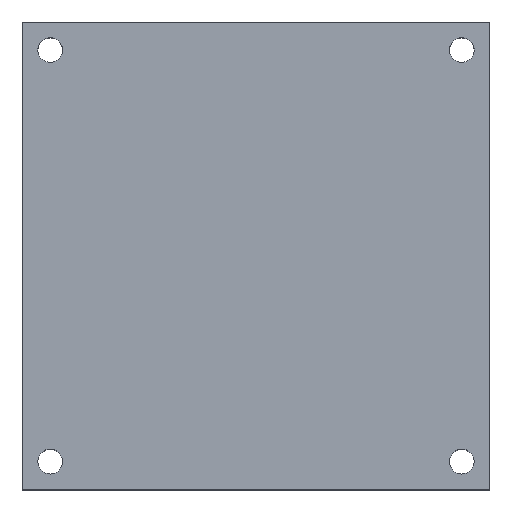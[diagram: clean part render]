
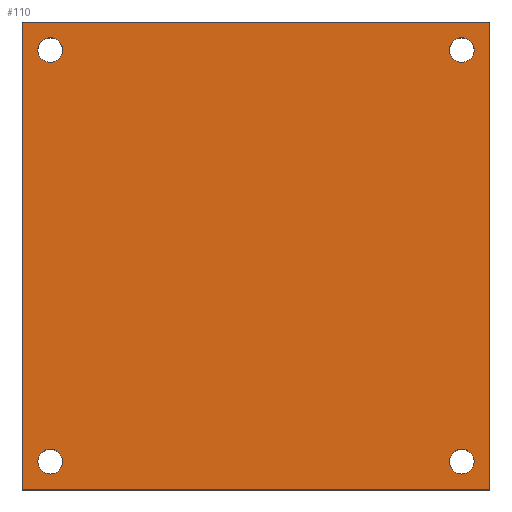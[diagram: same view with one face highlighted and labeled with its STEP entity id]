
A CAD part, top view. The second image highlights one B-rep face of the part: STEP entity #110.
In plain terms, the highlighted planar face has unit normal (0, 0, 1).
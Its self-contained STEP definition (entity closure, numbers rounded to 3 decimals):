
#110 = ADVANCED_FACE( '', ( #251, #252, #253, #254, #255 ), #256, .F. );
#251 = FACE_BOUND( '', #396, .T. );
#252 = FACE_BOUND( '', #397, .T. );
#253 = FACE_OUTER_BOUND( '', #398, .T. );
#254 = FACE_BOUND( '', #399, .T. );
#255 = FACE_BOUND( '', #400, .T. );
#256 = PLANE( '', #401 );
#396 = EDGE_LOOP( '', ( #598 ) );
#397 = EDGE_LOOP( '', ( #599 ) );
#398 = EDGE_LOOP( '', ( #600, #601, #602, #603 ) );
#399 = EDGE_LOOP( '', ( #604 ) );
#400 = EDGE_LOOP( '', ( #605 ) );
#401 = AXIS2_PLACEMENT_3D( '', #606, #607, #608 );
#598 = ORIENTED_EDGE( '', *, *, #706, .F. );
#599 = ORIENTED_EDGE( '', *, *, #684, .T. );
#600 = ORIENTED_EDGE( '', *, *, #710, .F. );
#601 = ORIENTED_EDGE( '', *, *, #692, .F. );
#602 = ORIENTED_EDGE( '', *, *, #659, .F. );
#603 = ORIENTED_EDGE( '', *, *, #711, .F. );
#604 = ORIENTED_EDGE( '', *, *, #678, .F. );
#605 = ORIENTED_EDGE( '', *, *, #648, .T. );
#606 = CARTESIAN_POINT( '', ( -50., 50., 18. ) );
#607 = DIRECTION( '', ( 0., 0., -1. ) );
#608 = DIRECTION( '', ( -1., 0., 0. ) );
#648 = EDGE_CURVE( '', #731, #731, #732, .T. );
#659 = EDGE_CURVE( '', #748, #750, #751, .T. );
#678 = EDGE_CURVE( '', #780, #780, #781, .T. );
#684 = EDGE_CURVE( '', #789, #789, #790, .T. );
#692 = EDGE_CURVE( '', #750, #802, #803, .T. );
#706 = EDGE_CURVE( '', #822, #822, #823, .T. );
#710 = EDGE_CURVE( '', #802, #828, #829, .T. );
#711 = EDGE_CURVE( '', #828, #748, #830, .T. );
#731 = VERTEX_POINT( '', #916 );
#732 = CIRCLE( '', #917, 2.65 );
#748 = VERTEX_POINT( '', #934 );
#750 = VERTEX_POINT( '', #937 );
#751 = LINE( '', #938, #939 );
#780 = VERTEX_POINT( '', #1034 );
#781 = CIRCLE( '', #1035, 2.65 );
#789 = VERTEX_POINT( '', #1043 );
#790 = CIRCLE( '', #1044, 2.65 );
#802 = VERTEX_POINT( '', #1057 );
#803 = LINE( '', #1058, #1059 );
#822 = VERTEX_POINT( '', #1081 );
#823 = CIRCLE( '', #1082, 2.65 );
#828 = VERTEX_POINT( '', #1087 );
#829 = LINE( '', #1088, #1089 );
#830 = LINE( '', #1090, #1091 );
#916 = CARTESIAN_POINT( '', ( -44., 46.65, 18. ) );
#917 = AXIS2_PLACEMENT_3D( '', #1112, #1113, #1114 );
#934 = CARTESIAN_POINT( '', ( 50., 50., 18. ) );
#937 = CARTESIAN_POINT( '', ( 50., -50., 18. ) );
#938 = CARTESIAN_POINT( '', ( 50., 50., 18. ) );
#939 = VECTOR( '', #1129, 1000. );
#1034 = CARTESIAN_POINT( '', ( -44., -41.35, 18. ) );
#1035 = AXIS2_PLACEMENT_3D( '', #1158, #1159, #1160 );
#1043 = CARTESIAN_POINT( '', ( 44., -41.35, 18. ) );
#1044 = AXIS2_PLACEMENT_3D( '', #1167, #1168, #1169 );
#1057 = CARTESIAN_POINT( '', ( -50., -50., 18. ) );
#1058 = CARTESIAN_POINT( '', ( 50., -50., 18. ) );
#1059 = VECTOR( '', #1180, 1000. );
#1081 = CARTESIAN_POINT( '', ( 44., 46.65, 18. ) );
#1082 = AXIS2_PLACEMENT_3D( '', #1196, #1197, #1198 );
#1087 = CARTESIAN_POINT( '', ( -50., 50., 18. ) );
#1088 = CARTESIAN_POINT( '', ( -50., -50., 18. ) );
#1089 = VECTOR( '', #1202, 1000. );
#1090 = CARTESIAN_POINT( '', ( -50., 50., 18. ) );
#1091 = VECTOR( '', #1203, 1000. );
#1112 = CARTESIAN_POINT( '', ( -44., 44., 18. ) );
#1113 = DIRECTION( '', ( 0., 0., -1. ) );
#1114 = DIRECTION( '', ( 0., 1., 0. ) );
#1129 = DIRECTION( '', ( 0., -1., 0. ) );
#1158 = CARTESIAN_POINT( '', ( -44., -44., 18. ) );
#1159 = DIRECTION( '', ( 0., 0., 1. ) );
#1160 = DIRECTION( '', ( 0., 1., 0. ) );
#1167 = CARTESIAN_POINT( '', ( 44., -44., 18. ) );
#1168 = DIRECTION( '', ( 0., 0., -1. ) );
#1169 = DIRECTION( '', ( 0., 1., 0. ) );
#1180 = DIRECTION( '', ( -1., 0., 0. ) );
#1196 = CARTESIAN_POINT( '', ( 44., 44., 18. ) );
#1197 = DIRECTION( '', ( 0., 0., 1. ) );
#1198 = DIRECTION( '', ( 0., 1., 0. ) );
#1202 = DIRECTION( '', ( 0., 1., 0. ) );
#1203 = DIRECTION( '', ( 1., 0., 0. ) );
